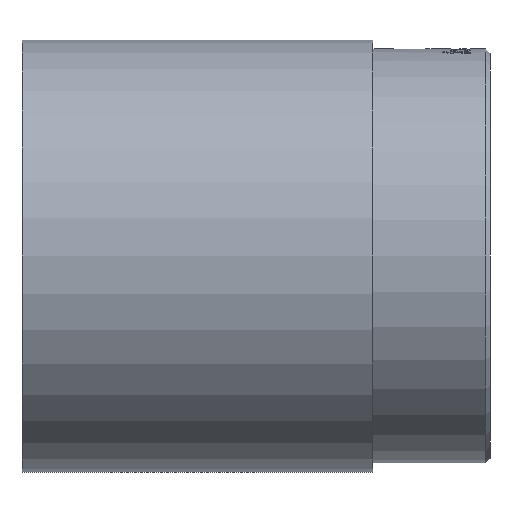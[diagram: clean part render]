
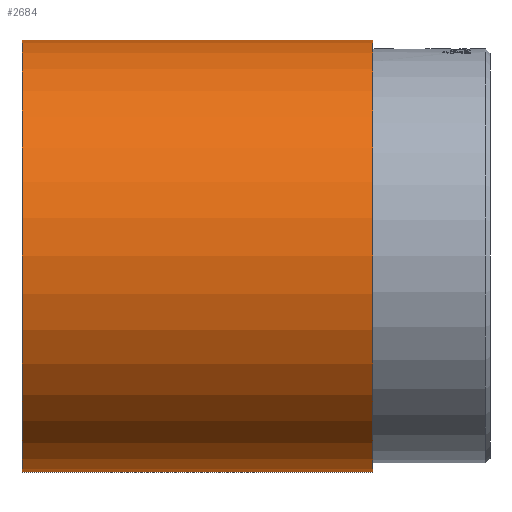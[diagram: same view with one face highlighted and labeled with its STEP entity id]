
A CAD part, front view. The second image highlights one B-rep face of the part: STEP entity #2684.
In plain terms, the highlighted cylindrical face has radius 24 mm (diameter 48 mm), a partial arc.
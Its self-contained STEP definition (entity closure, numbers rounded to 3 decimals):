
#139 = FACE_OUTER_BOUND ( 'NONE', #6131, .T. ) ;
#531 = DIRECTION ( 'NONE',  ( 0., 0., 1. ) ) ;
#758 = AXIS2_PLACEMENT_3D ( 'NONE', #9819, #2856, #531 ) ;
#1050 = CARTESIAN_POINT ( 'NONE',  ( -6.417, 0., -24. ) ) ;
#1130 = DIRECTION ( 'NONE',  ( 0., 0., 1. ) ) ;
#1638 = ORIENTED_EDGE ( 'NONE', *, *, #7304, .T. ) ;
#1644 = LINE ( 'NONE', #4250, #5250 ) ;
#1755 = LINE ( 'NONE', #1050, #5954 ) ;
#1923 = VERTEX_POINT ( 'NONE', #5133 ) ;
#2262 = CARTESIAN_POINT ( 'NONE',  ( 32.583, 0., 24. ) ) ;
#2684 = ADVANCED_FACE ( 'NONE', ( #139 ), #5310, .T. ) ;
#2733 = DIRECTION ( 'NONE',  ( -1., 0., 0. ) ) ;
#2856 = DIRECTION ( 'NONE',  ( -1., 0., 0. ) ) ;
#2949 = ORIENTED_EDGE ( 'NONE', *, *, #3099, .T. ) ;
#3035 = VERTEX_POINT ( 'NONE', #4439 ) ;
#3099 = EDGE_CURVE ( 'NONE', #1923, #6066, #8160, .T. ) ;
#3202 = AXIS2_PLACEMENT_3D ( 'NONE', #5711, #7891, #1130 ) ;
#3441 = ORIENTED_EDGE ( 'NONE', *, *, #7379, .F. ) ;
#3697 = CIRCLE ( 'NONE', #5229, 24. ) ;
#4069 = DIRECTION ( 'NONE',  ( -1., 0., 0. ) ) ;
#4250 = CARTESIAN_POINT ( 'NONE',  ( -6.417, 0., 24. ) ) ;
#4439 = CARTESIAN_POINT ( 'NONE',  ( -6.417, 0., 24. ) ) ;
#4804 = DIRECTION ( 'NONE',  ( 0., 0., 1. ) ) ;
#5133 = CARTESIAN_POINT ( 'NONE',  ( 32.583, 0., -24. ) ) ;
#5229 = AXIS2_PLACEMENT_3D ( 'NONE', #8646, #4069, #4804 ) ;
#5250 = VECTOR ( 'NONE', #2733, 1000. ) ;
#5310 = CYLINDRICAL_SURFACE ( 'NONE', #758, 24. ) ;
#5567 = CARTESIAN_POINT ( 'NONE',  ( -6.417, 0., -24. ) ) ;
#5711 = CARTESIAN_POINT ( 'NONE',  ( 32.583, 0., 0. ) ) ;
#5954 = VECTOR ( 'NONE', #7242, 1000. ) ;
#6066 = VERTEX_POINT ( 'NONE', #2262 ) ;
#6131 = EDGE_LOOP ( 'NONE', ( #3441, #2949, #1638, #9026 ) ) ;
#7242 = DIRECTION ( 'NONE',  ( -1., 0., 0. ) ) ;
#7304 = EDGE_CURVE ( 'NONE', #6066, #3035, #1644, .T. ) ;
#7379 = EDGE_CURVE ( 'NONE', #1923, #7846, #1755, .T. ) ;
#7722 = EDGE_CURVE ( 'NONE', #7846, #3035, #3697, .T. ) ;
#7846 = VERTEX_POINT ( 'NONE', #5567 ) ;
#7891 = DIRECTION ( 'NONE',  ( -1., 0., 0. ) ) ;
#8160 = CIRCLE ( 'NONE', #3202, 24. ) ;
#8646 = CARTESIAN_POINT ( 'NONE',  ( -6.417, 0., 0. ) ) ;
#9026 = ORIENTED_EDGE ( 'NONE', *, *, #7722, .F. ) ;
#9819 = CARTESIAN_POINT ( 'NONE',  ( -6.417, 0., 0. ) ) ;
